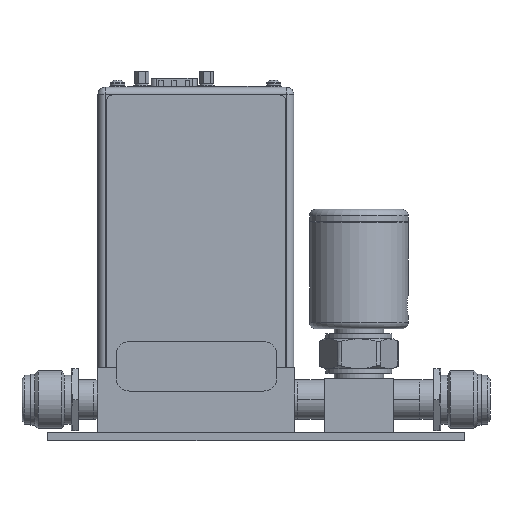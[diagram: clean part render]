
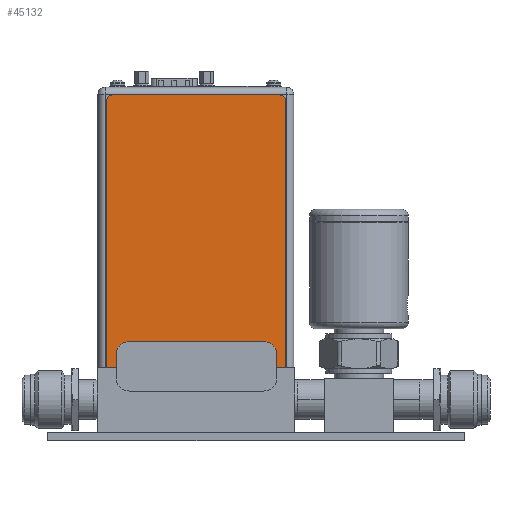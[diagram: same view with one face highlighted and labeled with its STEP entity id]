
A CAD part, top view. The second image highlights one B-rep face of the part: STEP entity #45132.
In plain terms, the highlighted planar face has unit normal (0, 0, 1).
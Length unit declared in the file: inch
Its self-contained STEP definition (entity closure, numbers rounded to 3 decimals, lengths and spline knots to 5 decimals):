
#44965=CARTESIAN_POINT('',(2.63,4.04,0.004));
#44966=DIRECTION('',(0.,0.,1.));
#44967=DIRECTION('',(1.,0.,0.));
#44968=AXIS2_PLACEMENT_3D('',#44965,#44966,#44967);
#44970=DIRECTION('',(0.,1.,0.));
#44971=VECTOR('',#44970,4.04);
#44972=CARTESIAN_POINT('',(2.73,0.,0.004));
#44973=LINE('',#44972,#44971);
#44974=DIRECTION('',(1.,0.,0.));
#44975=VECTOR('',#44974,2.73);
#44976=CARTESIAN_POINT('',(0.,0.,0.004));
#44977=LINE('',#44976,#44975);
#44978=DIRECTION('',(0.,-1.,0.));
#44979=VECTOR('',#44978,4.04);
#44980=CARTESIAN_POINT('',(0.,4.04,0.004));
#44981=LINE('',#44980,#44979);
#44982=CARTESIAN_POINT('',(0.1,4.04,0.004));
#44983=DIRECTION('',(0.,0.,1.));
#44984=DIRECTION('',(0.,1.,0.));
#44985=AXIS2_PLACEMENT_3D('',#44982,#44983,#44984);
#44987=DIRECTION('',(-1.,0.,0.));
#44988=VECTOR('',#44987,2.53);
#44989=CARTESIAN_POINT('',(2.63,4.14,0.004));
#44990=LINE('',#44989,#44988);
#44995=CARTESIAN_POINT('',(0.,0.,0.004));
#44996=CARTESIAN_POINT('',(2.73,0.,0.004));
#44997=VERTEX_POINT('',#44995);
#44998=VERTEX_POINT('',#44996);
#45003=CARTESIAN_POINT('',(2.73,4.04,0.004));
#45004=VERTEX_POINT('',#45003);
#45005=CARTESIAN_POINT('',(2.63,4.14,0.004));
#45006=VERTEX_POINT('',#45005);
#45011=CARTESIAN_POINT('',(0.1,4.14,0.004));
#45012=VERTEX_POINT('',#45011);
#45013=CARTESIAN_POINT('',(0.,4.04,0.004));
#45014=VERTEX_POINT('',#45013);
#45119=CARTESIAN_POINT('',(0.,0.,0.004));
#45120=DIRECTION('',(0.,0.,1.));
#45121=DIRECTION('',(1.,0.,0.));
#45122=AXIS2_PLACEMENT_3D('',#45119,#45120,#45121);
#45123=PLANE('',#45122);
#45124=ORIENTED_EDGE('',*,*,#45043,.F.);
#45125=ORIENTED_EDGE('',*,*,#45059,.F.);
#45126=ORIENTED_EDGE('',*,*,#45072,.F.);
#45127=ORIENTED_EDGE('',*,*,#45085,.F.);
#45128=ORIENTED_EDGE('',*,*,#45100,.F.);
#45129=ORIENTED_EDGE('',*,*,#45112,.F.);
#45130=EDGE_LOOP('',(#45124,#45125,#45126,#45127,#45128,#45129));
#45131=FACE_OUTER_BOUND('',#45130,.F.);
#45132=ADVANCED_FACE('',(#45131),#45123,.T.);
#44969=CIRCLE('',#44968,0.1);
#44986=CIRCLE('',#44985,0.1);
#45043=EDGE_CURVE('',#45004,#45006,#44969,.T.);
#45059=EDGE_CURVE('',#44998,#45004,#44973,.T.);
#45072=EDGE_CURVE('',#44997,#44998,#44977,.T.);
#45085=EDGE_CURVE('',#45014,#44997,#44981,.T.);
#45100=EDGE_CURVE('',#45012,#45014,#44986,.T.);
#45112=EDGE_CURVE('',#45006,#45012,#44990,.T.);
